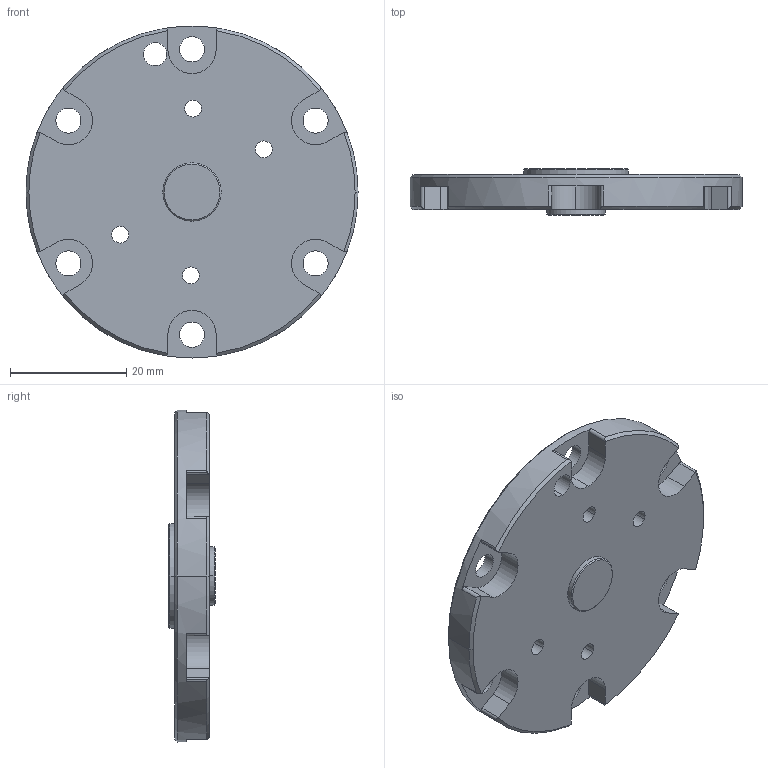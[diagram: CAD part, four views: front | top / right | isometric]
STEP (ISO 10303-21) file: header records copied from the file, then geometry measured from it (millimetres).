
FILE_DESCRIPTION (( 'STEP AP214' ), '1' );
FILE_NAME ('RMJ-P-35 LZ转接板（视觉版） V1.0.0.STEP', '2023-08-03T02:51:01', ( 'Admin' ), ( '' ), 'SwSTEP 2.0', 'SolidWorks 2018', '' );
FILE_SCHEMA (( 'AUTOMOTIVE_DESIGN' ));
Length unit declared in the file: millimetre
Products named in the file (1): RMJ-P-35 LZ转接板（视觉版） V1.0.0
Bounding box: 57 x 8 x 57 mm (x, y, z)
Volume: 13710.9 mm3; surface area: 6624 mm2
Topology: 1 solids, 1 shells, 93 faces, 251 edges, 162 vertices
Faces by surface type: cylinder 49, cone 22, plane 22
Entity records: 3115 total; most frequent: CARTESIAN_POINT 605, DIRECTION 555, ORIENTED_EDGE 502, EDGE_CURVE 251, AXIS2_PLACEMENT_3D 224, VERTEX_POINT 162, CIRCLE 130, EDGE_LOOP 117
